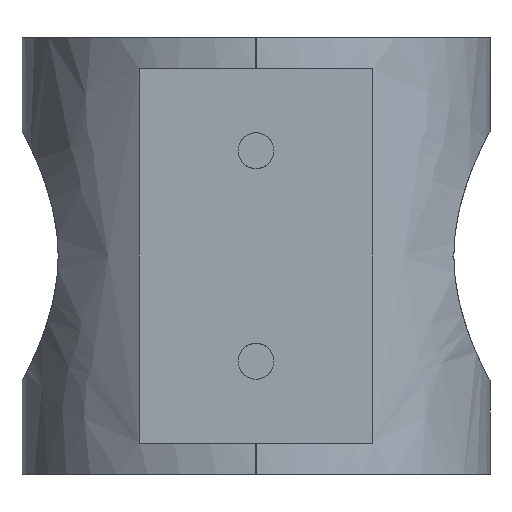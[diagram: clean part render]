
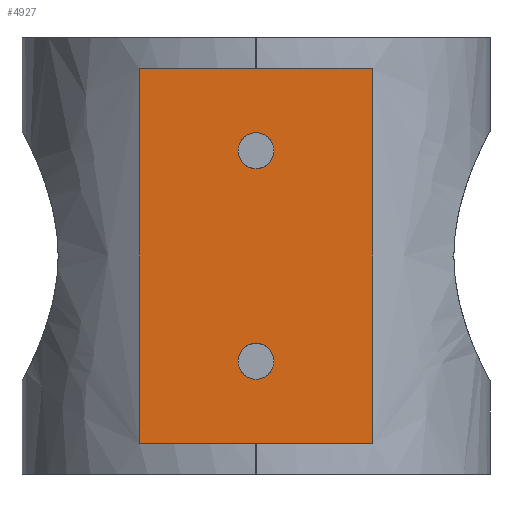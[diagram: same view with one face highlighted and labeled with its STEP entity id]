
A CAD part, front view. The second image highlights one B-rep face of the part: STEP entity #4927.
In plain terms, the highlighted free-form (B-spline) face has degree [1, 1] with [2, 2] control points.
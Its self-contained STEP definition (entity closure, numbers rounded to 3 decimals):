
#4824=(
BOUNDED_SURFACE()
B_SPLINE_SURFACE(1,1,((#4825,#4826),(#4827,#4828)),.UNSPECIFIED.,.F.,.F.,.F.)
B_SPLINE_SURFACE_WITH_KNOTS((2,2),(2,2),(0.000,1.000),(0.000,1.000),.UNSPECIFIED.)
GEOMETRIC_REPRESENTATION_ITEM()
RATIONAL_B_SPLINE_SURFACE(((1.,1.),(1.,1.)))
REPRESENTATION_ITEM('')
SURFACE()
);
#4825=CARTESIAN_POINT('',(10.315,-13.,-12.));
#4826=CARTESIAN_POINT('',(-19.715,-13.,-12.));
#4827=CARTESIAN_POINT('',(10.315,-13.,12.));
#4828=CARTESIAN_POINT('',(-19.715,-13.,12.));
#4829=CARTESIAN_POINT('',(7.483,-13.,-12.));
#4830=VERTEX_POINT('',#4829);
#4831=(
BOUNDED_CURVE()
B_SPLINE_CURVE(1,(#4832,#4833),.UNSPECIFIED.,.F.,.F.)
B_SPLINE_CURVE_WITH_KNOTS((2,2),(0.000,1.000),.UNSPECIFIED.)
CURVE()
GEOMETRIC_REPRESENTATION_ITEM()
RATIONAL_B_SPLINE_CURVE((1.,1.))
REPRESENTATION_ITEM('')
);
#4832=CARTESIAN_POINT('',(7.483,-13.,-12.));
#4833=CARTESIAN_POINT('',(-7.483,-13.,-12.));
#4834=CARTESIAN_POINT('',(-7.483,-13.,-12.));
#4835=VERTEX_POINT('',#4834);
#4836=EDGE_CURVE('',#4830,#4835,#4831,.T.);
#4837=ORIENTED_EDGE('',*,*,#4836,.T.);
#4838=(
BOUNDED_CURVE()
B_SPLINE_CURVE(1,(#4839,#4840),.UNSPECIFIED.,.F.,.F.)
B_SPLINE_CURVE_WITH_KNOTS((2,2),(0.000,1.000),.UNSPECIFIED.)
CURVE()
GEOMETRIC_REPRESENTATION_ITEM()
RATIONAL_B_SPLINE_CURVE((1.,1.))
REPRESENTATION_ITEM('')
);
#4839=CARTESIAN_POINT('',(-7.483,-13.,-12.));
#4840=CARTESIAN_POINT('',(-7.483,-13.,12.));
#4841=CARTESIAN_POINT('',(-7.483,-13.,12.));
#4842=VERTEX_POINT('',#4841);
#4843=EDGE_CURVE('',#4835,#4842,#4838,.T.);
#4844=ORIENTED_EDGE('',*,*,#4843,.T.);
#4845=(
BOUNDED_CURVE()
B_SPLINE_CURVE(1,(#4846,#4847),.UNSPECIFIED.,.F.,.F.)
B_SPLINE_CURVE_WITH_KNOTS((2,2),(0.000,1.000),.UNSPECIFIED.)
CURVE()
GEOMETRIC_REPRESENTATION_ITEM()
RATIONAL_B_SPLINE_CURVE((1.,1.))
REPRESENTATION_ITEM('')
);
#4846=CARTESIAN_POINT('',(-7.483,-13.,12.));
#4847=CARTESIAN_POINT('',(7.483,-13.,12.));
#4848=CARTESIAN_POINT('',(7.483,-13.,12.));
#4849=VERTEX_POINT('',#4848);
#4850=EDGE_CURVE('',#4842,#4849,#4845,.T.);
#4851=ORIENTED_EDGE('',*,*,#4850,.T.);
#4852=(
BOUNDED_CURVE()
B_SPLINE_CURVE(1,(#4853,#4854),.UNSPECIFIED.,.F.,.F.)
B_SPLINE_CURVE_WITH_KNOTS((2,2),(0.000,1.000),.UNSPECIFIED.)
CURVE()
GEOMETRIC_REPRESENTATION_ITEM()
RATIONAL_B_SPLINE_CURVE((1.,1.))
REPRESENTATION_ITEM('')
);
#4853=CARTESIAN_POINT('',(7.483,-13.,12.));
#4854=CARTESIAN_POINT('',(7.483,-13.,-12.));
#4855=EDGE_CURVE('',#4849,#4830,#4852,.T.);
#4856=ORIENTED_EDGE('',*,*,#4855,.T.);
#4857=EDGE_LOOP('',(#4837,#4844,#4851,#4856));
#4858=FACE_OUTER_BOUND('',#4857,.T.);
#4859=CARTESIAN_POINT('',(1.15,-13.,-6.75));
#4860=VERTEX_POINT('',#4859);
#4861=(
BOUNDED_CURVE()
B_SPLINE_CURVE(2,(#4862,#4863,#4864),.UNSPECIFIED.,.F.,.F.)
B_SPLINE_CURVE_WITH_KNOTS((3,3),(0.000,1.000),.UNSPECIFIED.)
CURVE()
GEOMETRIC_REPRESENTATION_ITEM()
RATIONAL_B_SPLINE_CURVE((1.,0.707,1.))
REPRESENTATION_ITEM('')
);
#4862=CARTESIAN_POINT('',(1.15,-13.,-6.75));
#4863=CARTESIAN_POINT('',(1.15,-13.,-5.6));
#4864=CARTESIAN_POINT('',(0.,-13.,-5.6));
#4865=CARTESIAN_POINT('',(0.,-13.,-5.6));
#4866=VERTEX_POINT('',#4865);
#4867=EDGE_CURVE('',#4860,#4866,#4861,.T.);
#4868=ORIENTED_EDGE('',*,*,#4867,.T.);
#4869=(
BOUNDED_CURVE()
B_SPLINE_CURVE(2,(#4870,#4871,#4872),.UNSPECIFIED.,.F.,.F.)
B_SPLINE_CURVE_WITH_KNOTS((3,3),(0.000,1.000),.UNSPECIFIED.)
CURVE()
GEOMETRIC_REPRESENTATION_ITEM()
RATIONAL_B_SPLINE_CURVE((1.,0.707,1.))
REPRESENTATION_ITEM('')
);
#4870=CARTESIAN_POINT('',(0.,-13.,-5.6));
#4871=CARTESIAN_POINT('',(-1.15,-13.,-5.6));
#4872=CARTESIAN_POINT('',(-1.15,-13.,-6.75));
#4873=CARTESIAN_POINT('',(-1.15,-13.,-6.75));
#4874=VERTEX_POINT('',#4873);
#4875=EDGE_CURVE('',#4866,#4874,#4869,.T.);
#4876=ORIENTED_EDGE('',*,*,#4875,.T.);
#4877=(
BOUNDED_CURVE()
B_SPLINE_CURVE(2,(#4878,#4879,#4880),.UNSPECIFIED.,.F.,.F.)
B_SPLINE_CURVE_WITH_KNOTS((3,3),(0.000,1.000),.UNSPECIFIED.)
CURVE()
GEOMETRIC_REPRESENTATION_ITEM()
RATIONAL_B_SPLINE_CURVE((1.,0.707,1.))
REPRESENTATION_ITEM('')
);
#4878=CARTESIAN_POINT('',(-1.15,-13.,-6.75));
#4879=CARTESIAN_POINT('',(-1.15,-13.,-7.9));
#4880=CARTESIAN_POINT('',(0.,-13.,-7.9));
#4881=CARTESIAN_POINT('',(0.,-13.,-7.9));
#4882=VERTEX_POINT('',#4881);
#4883=EDGE_CURVE('',#4874,#4882,#4877,.T.);
#4884=ORIENTED_EDGE('',*,*,#4883,.T.);
#4885=(
BOUNDED_CURVE()
B_SPLINE_CURVE(2,(#4886,#4887,#4888),.UNSPECIFIED.,.F.,.F.)
B_SPLINE_CURVE_WITH_KNOTS((3,3),(0.000,1.000),.UNSPECIFIED.)
CURVE()
GEOMETRIC_REPRESENTATION_ITEM()
RATIONAL_B_SPLINE_CURVE((1.,0.707,1.))
REPRESENTATION_ITEM('')
);
#4886=CARTESIAN_POINT('',(0.,-13.,-7.9));
#4887=CARTESIAN_POINT('',(1.15,-13.,-7.9));
#4888=CARTESIAN_POINT('',(1.15,-13.,-6.75));
#4889=EDGE_CURVE('',#4882,#4860,#4885,.T.);
#4890=ORIENTED_EDGE('',*,*,#4889,.T.);
#4891=EDGE_LOOP('',(#4868,#4876,#4884,#4890));
#4892=FACE_BOUND('',#4891,.T.);
#4893=CARTESIAN_POINT('',(1.15,-13.,6.75));
#4894=VERTEX_POINT('',#4893);
#4895=(
BOUNDED_CURVE()
B_SPLINE_CURVE(2,(#4896,#4897,#4898),.UNSPECIFIED.,.F.,.F.)
B_SPLINE_CURVE_WITH_KNOTS((3,3),(0.000,1.000),.UNSPECIFIED.)
CURVE()
GEOMETRIC_REPRESENTATION_ITEM()
RATIONAL_B_SPLINE_CURVE((1.,0.707,1.))
REPRESENTATION_ITEM('')
);
#4896=CARTESIAN_POINT('',(1.15,-13.,6.75));
#4897=CARTESIAN_POINT('',(1.15,-13.,7.9));
#4898=CARTESIAN_POINT('',(0.,-13.,7.9));
#4899=CARTESIAN_POINT('',(0.,-13.,7.9));
#4900=VERTEX_POINT('',#4899);
#4901=EDGE_CURVE('',#4894,#4900,#4895,.T.);
#4902=ORIENTED_EDGE('',*,*,#4901,.T.);
#4903=(
BOUNDED_CURVE()
B_SPLINE_CURVE(2,(#4904,#4905,#4906),.UNSPECIFIED.,.F.,.F.)
B_SPLINE_CURVE_WITH_KNOTS((3,3),(0.000,1.000),.UNSPECIFIED.)
CURVE()
GEOMETRIC_REPRESENTATION_ITEM()
RATIONAL_B_SPLINE_CURVE((1.,0.707,1.))
REPRESENTATION_ITEM('')
);
#4904=CARTESIAN_POINT('',(0.,-13.,7.9));
#4905=CARTESIAN_POINT('',(-1.15,-13.,7.9));
#4906=CARTESIAN_POINT('',(-1.15,-13.,6.75));
#4907=CARTESIAN_POINT('',(-1.15,-13.,6.75));
#4908=VERTEX_POINT('',#4907);
#4909=EDGE_CURVE('',#4900,#4908,#4903,.T.);
#4910=ORIENTED_EDGE('',*,*,#4909,.T.);
#4911=(
BOUNDED_CURVE()
B_SPLINE_CURVE(2,(#4912,#4913,#4914),.UNSPECIFIED.,.F.,.F.)
B_SPLINE_CURVE_WITH_KNOTS((3,3),(0.000,1.000),.UNSPECIFIED.)
CURVE()
GEOMETRIC_REPRESENTATION_ITEM()
RATIONAL_B_SPLINE_CURVE((1.,0.707,1.))
REPRESENTATION_ITEM('')
);
#4912=CARTESIAN_POINT('',(-1.15,-13.,6.75));
#4913=CARTESIAN_POINT('',(-1.15,-13.,5.6));
#4914=CARTESIAN_POINT('',(0.,-13.,5.6));
#4915=CARTESIAN_POINT('',(0.,-13.,5.6));
#4916=VERTEX_POINT('',#4915);
#4917=EDGE_CURVE('',#4908,#4916,#4911,.T.);
#4918=ORIENTED_EDGE('',*,*,#4917,.T.);
#4919=(
BOUNDED_CURVE()
B_SPLINE_CURVE(2,(#4920,#4921,#4922),.UNSPECIFIED.,.F.,.F.)
B_SPLINE_CURVE_WITH_KNOTS((3,3),(0.000,1.000),.UNSPECIFIED.)
CURVE()
GEOMETRIC_REPRESENTATION_ITEM()
RATIONAL_B_SPLINE_CURVE((1.,0.707,1.))
REPRESENTATION_ITEM('')
);
#4920=CARTESIAN_POINT('',(0.,-13.,5.6));
#4921=CARTESIAN_POINT('',(1.15,-13.,5.6));
#4922=CARTESIAN_POINT('',(1.15,-13.,6.75));
#4923=EDGE_CURVE('',#4916,#4894,#4919,.T.);
#4924=ORIENTED_EDGE('',*,*,#4923,.T.);
#4925=EDGE_LOOP('',(#4902,#4910,#4918,#4924));
#4926=FACE_BOUND('',#4925,.T.);
#4927=ADVANCED_FACE('',(#4858,#4892,#4926),#4824,.T.);
